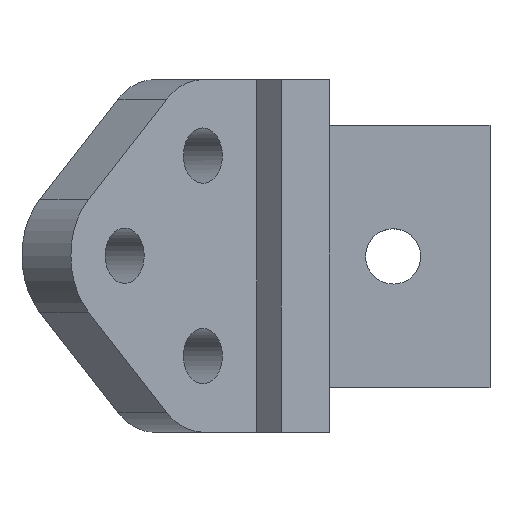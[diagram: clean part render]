
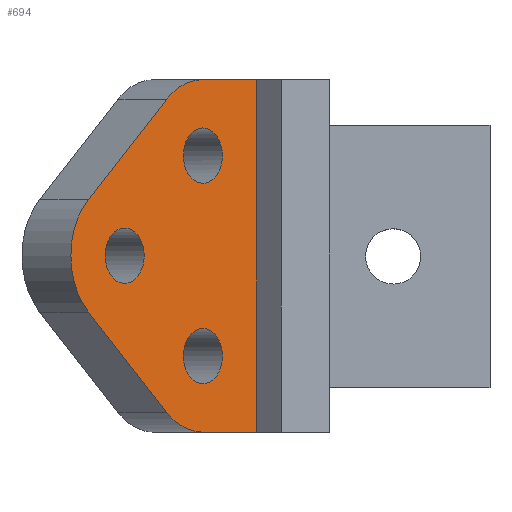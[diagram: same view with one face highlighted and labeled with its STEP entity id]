
A CAD part, top view. The second image highlights one B-rep face of the part: STEP entity #694.
In plain terms, the highlighted planar face has unit normal (0.707, 0, 0.707).
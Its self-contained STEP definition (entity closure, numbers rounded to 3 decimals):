
#523=CARTESIAN_POINT('Vertex',(-7.071,51.,106.066)) ;
#526=CARTESIAN_POINT('Line Origine',(0.707,51.,98.288)) ;
#530=CARTESIAN_POINT('Vertex',(8.485,51.,90.51)) ;
#559=CARTESIAN_POINT('Axis2P3D Location',(-7.071,29.,106.066)) ;
#563=CARTESIAN_POINT('Vertex',(-17.517,45.302,116.512)) ;
#585=CARTESIAN_POINT('Axis2P3D Location',(49.497,0.,49.497)) ;
#590=CARTESIAN_POINT('Line Origine',(-28.831,30.802,127.826)) ;
#594=CARTESIAN_POINT('Vertex',(-40.145,16.302,139.14)) ;
#597=CARTESIAN_POINT('Axis2P3D Location',(-29.698,0.,128.693)) ;
#601=CARTESIAN_POINT('Vertex',(-40.145,-16.302,139.14)) ;
#604=CARTESIAN_POINT('Line Origine',(-28.831,-30.802,127.826)) ;
#608=CARTESIAN_POINT('Vertex',(-17.517,-45.302,116.512)) ;
#611=CARTESIAN_POINT('Axis2P3D Location',(-7.071,-29.,106.066)) ;
#615=CARTESIAN_POINT('Vertex',(-7.071,-51.,106.066)) ;
#618=CARTESIAN_POINT('Line Origine',(0.707,-51.,98.288)) ;
#622=CARTESIAN_POINT('Vertex',(8.485,-51.,90.51)) ;
#625=CARTESIAN_POINT('Line Origine',(8.485,0.,90.51)) ;
#640=CARTESIAN_POINT('Axis2P3D Location',(-7.071,29.,106.066)) ;
#644=CARTESIAN_POINT('Vertex',(-7.071,21.,106.066)) ;
#646=CARTESIAN_POINT('Vertex',(-7.071,37.,106.066)) ;
#649=CARTESIAN_POINT('Axis2P3D Location',(-7.071,29.,106.066)) ;
#658=CARTESIAN_POINT('Axis2P3D Location',(-29.698,0.,128.693)) ;
#662=CARTESIAN_POINT('Vertex',(-29.698,-8.,128.693)) ;
#664=CARTESIAN_POINT('Vertex',(-29.698,8.,128.693)) ;
#667=CARTESIAN_POINT('Axis2P3D Location',(-29.698,0.,128.693)) ;
#676=CARTESIAN_POINT('Axis2P3D Location',(-7.071,-29.,106.066)) ;
#680=CARTESIAN_POINT('Vertex',(-7.071,-37.,106.066)) ;
#682=CARTESIAN_POINT('Vertex',(-7.071,-21.,106.066)) ;
#685=CARTESIAN_POINT('Axis2P3D Location',(-7.071,-29.,106.066)) ;
#527=DIRECTION('Vector Direction',(-0.707,0.,0.707)) ;
#560=DIRECTION('Axis2P3D Direction',(-0.707,0.,-0.707)) ;
#586=DIRECTION('Axis2P3D Direction',(-0.707,0.,-0.707)) ;
#587=DIRECTION('Axis2P3D XDirection',(0.,-1.,0.)) ;
#591=DIRECTION('Vector Direction',(-0.524,-0.672,0.524)) ;
#598=DIRECTION('Axis2P3D Direction',(-0.707,0.,-0.707)) ;
#605=DIRECTION('Vector Direction',(0.524,-0.672,-0.524)) ;
#612=DIRECTION('Axis2P3D Direction',(-0.707,0.,-0.707)) ;
#619=DIRECTION('Vector Direction',(0.707,0.,-0.707)) ;
#626=DIRECTION('Vector Direction',(0.,1.,0.)) ;
#641=DIRECTION('Axis2P3D Direction',(-0.707,0.,-0.707)) ;
#650=DIRECTION('Axis2P3D Direction',(-0.707,0.,-0.707)) ;
#659=DIRECTION('Axis2P3D Direction',(-0.707,0.,-0.707)) ;
#668=DIRECTION('Axis2P3D Direction',(-0.707,0.,-0.707)) ;
#677=DIRECTION('Axis2P3D Direction',(-0.707,0.,-0.707)) ;
#686=DIRECTION('Axis2P3D Direction',(-0.707,0.,-0.707)) ;
#561=AXIS2_PLACEMENT_3D('Circle Axis2P3D',#559,#560,$) ;
#588=AXIS2_PLACEMENT_3D('Plane Axis2P3D',#585,#586,#587) ;
#599=AXIS2_PLACEMENT_3D('Circle Axis2P3D',#597,#598,$) ;
#613=AXIS2_PLACEMENT_3D('Circle Axis2P3D',#611,#612,$) ;
#642=AXIS2_PLACEMENT_3D('Circle Axis2P3D',#640,#641,$) ;
#651=AXIS2_PLACEMENT_3D('Circle Axis2P3D',#649,#650,$) ;
#660=AXIS2_PLACEMENT_3D('Circle Axis2P3D',#658,#659,$) ;
#669=AXIS2_PLACEMENT_3D('Circle Axis2P3D',#667,#668,$) ;
#678=AXIS2_PLACEMENT_3D('Circle Axis2P3D',#676,#677,$) ;
#687=AXIS2_PLACEMENT_3D('Circle Axis2P3D',#685,#686,$) ;
#631=ORIENTED_EDGE('',*,*,#532,.F.) ;
#632=ORIENTED_EDGE('',*,*,#565,.F.) ;
#633=ORIENTED_EDGE('',*,*,#596,.F.) ;
#634=ORIENTED_EDGE('',*,*,#603,.F.) ;
#635=ORIENTED_EDGE('',*,*,#610,.F.) ;
#636=ORIENTED_EDGE('',*,*,#617,.F.) ;
#637=ORIENTED_EDGE('',*,*,#624,.F.) ;
#638=ORIENTED_EDGE('',*,*,#629,.F.) ;
#655=ORIENTED_EDGE('',*,*,#648,.T.) ;
#656=ORIENTED_EDGE('',*,*,#653,.T.) ;
#673=ORIENTED_EDGE('',*,*,#666,.T.) ;
#674=ORIENTED_EDGE('',*,*,#671,.T.) ;
#691=ORIENTED_EDGE('',*,*,#684,.T.) ;
#692=ORIENTED_EDGE('',*,*,#689,.T.) ;
#657=FACE_BOUND('',#654,.T.) ;
#675=FACE_BOUND('',#672,.T.) ;
#693=FACE_BOUND('',#690,.T.) ;
#528=VECTOR('Line Direction',#527,1.) ;
#592=VECTOR('Line Direction',#591,1.) ;
#606=VECTOR('Line Direction',#605,1.) ;
#620=VECTOR('Line Direction',#619,1.) ;
#627=VECTOR('Line Direction',#626,1.) ;
#694=ADVANCED_FACE('PartBody',(#639,#657,#675,#693),#589,.F.) ;
#562=CIRCLE('generated circle',#561,22.) ;
#600=CIRCLE('generated circle',#599,22.) ;
#614=CIRCLE('generated circle',#613,22.) ;
#643=CIRCLE('generated circle',#642,8.) ;
#652=CIRCLE('generated circle',#651,8.) ;
#661=CIRCLE('generated circle',#660,8.) ;
#670=CIRCLE('generated circle',#669,8.) ;
#679=CIRCLE('generated circle',#678,8.) ;
#688=CIRCLE('generated circle',#687,8.) ;
#532=EDGE_CURVE('',#524,#531,#529,.F.) ;
#565=EDGE_CURVE('',#564,#524,#562,.T.) ;
#596=EDGE_CURVE('',#595,#564,#593,.F.) ;
#603=EDGE_CURVE('',#602,#595,#600,.T.) ;
#610=EDGE_CURVE('',#609,#602,#607,.F.) ;
#617=EDGE_CURVE('',#616,#609,#614,.T.) ;
#624=EDGE_CURVE('',#623,#616,#621,.F.) ;
#629=EDGE_CURVE('',#531,#623,#628,.F.) ;
#648=EDGE_CURVE('',#645,#647,#643,.T.) ;
#653=EDGE_CURVE('',#647,#645,#652,.T.) ;
#666=EDGE_CURVE('',#663,#665,#661,.T.) ;
#671=EDGE_CURVE('',#665,#663,#670,.T.) ;
#684=EDGE_CURVE('',#681,#683,#679,.T.) ;
#689=EDGE_CURVE('',#683,#681,#688,.T.) ;
#630=EDGE_LOOP('',(#631,#632,#633,#634,#635,#636,#637,#638)) ;
#654=EDGE_LOOP('',(#655,#656)) ;
#672=EDGE_LOOP('',(#673,#674)) ;
#690=EDGE_LOOP('',(#691,#692)) ;
#639=FACE_OUTER_BOUND('',#630,.T.) ;
#529=LINE('Line',#526,#528) ;
#593=LINE('Line',#590,#592) ;
#607=LINE('Line',#604,#606) ;
#621=LINE('Line',#618,#620) ;
#628=LINE('Line',#625,#627) ;
#589=PLANE('',#588) ;
#524=VERTEX_POINT('',#523) ;
#531=VERTEX_POINT('',#530) ;
#564=VERTEX_POINT('',#563) ;
#595=VERTEX_POINT('',#594) ;
#602=VERTEX_POINT('',#601) ;
#609=VERTEX_POINT('',#608) ;
#616=VERTEX_POINT('',#615) ;
#623=VERTEX_POINT('',#622) ;
#645=VERTEX_POINT('',#644) ;
#647=VERTEX_POINT('',#646) ;
#663=VERTEX_POINT('',#662) ;
#665=VERTEX_POINT('',#664) ;
#681=VERTEX_POINT('',#680) ;
#683=VERTEX_POINT('',#682) ;
